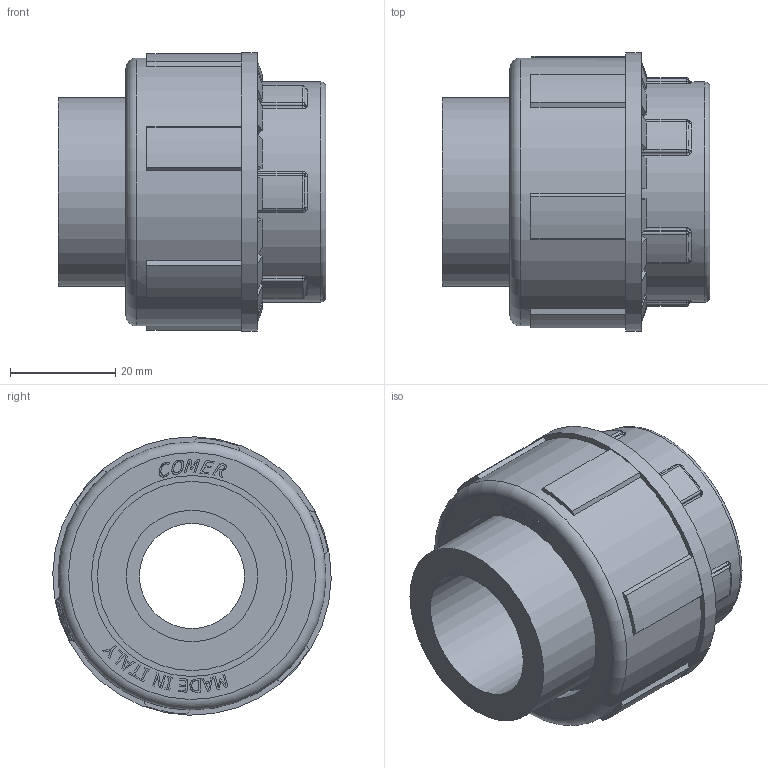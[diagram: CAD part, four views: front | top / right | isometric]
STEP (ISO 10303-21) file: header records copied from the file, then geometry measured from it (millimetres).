
FILE_DESCRIPTION(/* description */ (''),/* implementation_level */ '2;1');
FILE_NAME(/* name */ 'UN800250.stp',/* time_stamp */ '2016-11-11T16:09:03+01:00',/* author */ ('Gabriele'),/* organization */ (''),/* preprocessor_version */ 'ST-DEVELOPER v16.5',/* originating_system */ 'Autodesk Inventor 2017',/* authorisation */ '');
FILE_SCHEMA (('AUTOMOTIVE_DESIGN { 1 0 10303 214 3 1 1 }'));
Length unit declared in the file: millimetre
Products named in the file (5): UN800250; UB800250; NU800250; UE800250; LAV4112E
Assembly tree (4 placements, depth 2):
  UN800250
    UB800250
    NU800250
    UE800250
    LAV4112E
Bounding box: 51 x 52.99 x 52.99 mm (x, y, z)
Volume: 59546.3 mm3; surface area: 25221.9 mm2
Topology: 4 solids, 4 shells, 511 faces, 1255 edges, 782 vertices
Faces by surface type: plane 248, bspline 93, cylinder 78, cone 38, torus 30, sphere 24
Full cylindrical faces by diameter (mm): 20 x2, 24.457 x1, 25 x2, 27.145 x1, 34.765 x1, 36 x1, 38.25 x1, 40 x1, 41.91 x2, 51 x1, 53 x1
Entity records: 15989 total; most frequent: CARTESIAN_POINT 4350, ORIENTED_EDGE 2462, DIRECTION 2211, EDGE_CURVE 1231, VERTEX_POINT 778, AXIS2_PLACEMENT_3D 743, LINE 725, VECTOR 725
